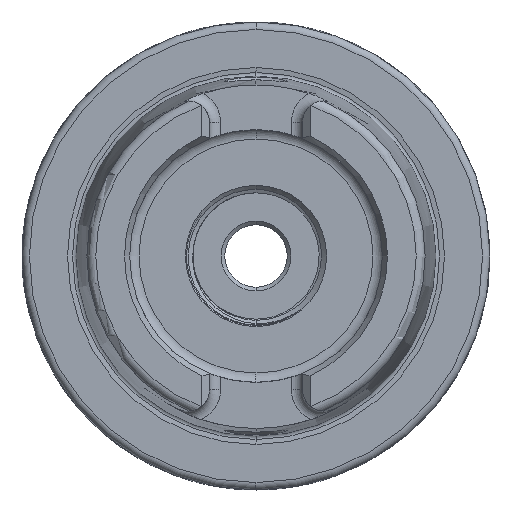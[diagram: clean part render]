
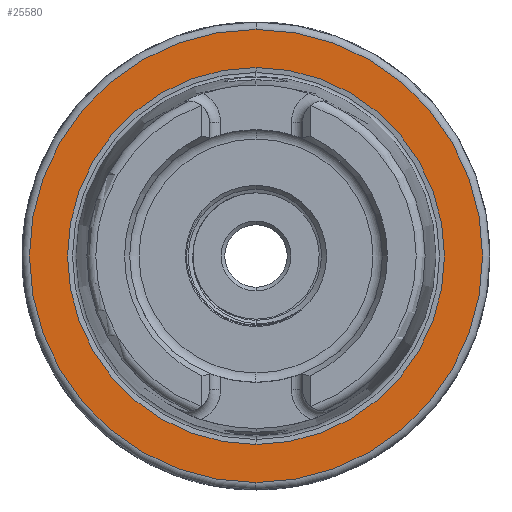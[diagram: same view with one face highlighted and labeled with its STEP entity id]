
A CAD part, left-side view. The second image highlights one B-rep face of the part: STEP entity #25580.
In plain terms, the highlighted planar face has unit normal (-1, 0, 0).
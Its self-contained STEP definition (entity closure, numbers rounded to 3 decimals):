
#11195 = FACE_BOUND ( 'NONE', #13618, .T. ) ;
#11214 = FACE_OUTER_BOUND ( 'NONE', #13597, .T. ) ;
#12642 = CARTESIAN_POINT ( 'NONE',  ( 0., 25.369, 0. ) ) ;
#12647 = DIRECTION ( 'NONE',  ( 0., 0., 1. ) ) ;
#12658 = PLANE ( 'NONE',  #21139 ) ;
#12679 = DIRECTION ( 'NONE',  ( -1., 0., 0. ) ) ;
#13310 = VERTEX_POINT ( 'NONE', #24252 ) ;
#13349 = VERTEX_POINT ( 'NONE', #24277 ) ;
#13597 = EDGE_LOOP ( 'NONE', ( #18393, #18380 ) ) ;
#13618 = EDGE_LOOP ( 'NONE', ( #18384, #18325 ) ) ;
#14147 = CIRCLE ( 'NONE', #21481, 25.369 ) ;
#14154 = CIRCLE ( 'NONE', #21058, 30.5 ) ;
#14177 = CIRCLE ( 'NONE', #21053, 30.5 ) ;
#14196 = CIRCLE ( 'NONE', #21086, 25.369 ) ;
#15307 = VERTEX_POINT ( 'NONE', #20318 ) ;
#15312 = VERTEX_POINT ( 'NONE', #20259 ) ;
#16274 = CARTESIAN_POINT ( 'NONE',  ( 0., 0., 0. ) ) ;
#16278 = DIRECTION ( 'NONE',  ( 0., 0., -1. ) ) ;
#16289 = DIRECTION ( 'NONE',  ( 1., 0., 0. ) ) ;
#16913 = CARTESIAN_POINT ( 'NONE',  ( 0., 0., 0. ) ) ;
#16917 = DIRECTION ( 'NONE',  ( -1., 0., 0. ) ) ;
#16922 = DIRECTION ( 'NONE',  ( 0., 0., 1. ) ) ;
#17278 = CARTESIAN_POINT ( 'NONE',  ( 0., 0., 0. ) ) ;
#17285 = DIRECTION ( 'NONE',  ( -1., 0., 0. ) ) ;
#17286 = DIRECTION ( 'NONE',  ( 0., 0., 1. ) ) ;
#18325 = ORIENTED_EDGE ( 'NONE', *, *, #18865, .T. ) ;
#18380 = ORIENTED_EDGE ( 'NONE', *, *, #18924, .T. ) ;
#18384 = ORIENTED_EDGE ( 'NONE', *, *, #19038, .T. ) ;
#18393 = ORIENTED_EDGE ( 'NONE', *, *, #19010, .T. ) ;
#18865 = EDGE_CURVE ( 'NONE', #15312, #15307, #14147, .T. ) ;
#18924 = EDGE_CURVE ( 'NONE', #13310, #13349, #14154, .T. ) ;
#19010 = EDGE_CURVE ( 'NONE', #13349, #13310, #14177, .T. ) ;
#19038 = EDGE_CURVE ( 'NONE', #15307, #15312, #14196, .T. ) ;
#20259 = CARTESIAN_POINT ( 'NONE',  ( 0., 0., -25.369 ) ) ;
#20318 = CARTESIAN_POINT ( 'NONE',  ( 0., 0., 25.369 ) ) ;
#21053 = AXIS2_PLACEMENT_3D ( 'NONE', #17278, #17285, #17286 ) ;
#21058 = AXIS2_PLACEMENT_3D ( 'NONE', #16913, #16917, #16922 ) ;
#21086 = AXIS2_PLACEMENT_3D ( 'NONE', #16274, #16289, #16278 ) ;
#21139 = AXIS2_PLACEMENT_3D ( 'NONE', #12642, #12679, #12647 ) ;
#21481 = AXIS2_PLACEMENT_3D ( 'NONE', #27176, #27127, #27142 ) ;
#24252 = CARTESIAN_POINT ( 'NONE',  ( 0., 0., -30.5 ) ) ;
#24277 = CARTESIAN_POINT ( 'NONE',  ( 0., 0., 30.5 ) ) ;
#25580 = ADVANCED_FACE ( 'NONE', ( #11214, #11195 ), #12658, .T. ) ;
#27127 = DIRECTION ( 'NONE',  ( 1., 0., 0. ) ) ;
#27142 = DIRECTION ( 'NONE',  ( 0., 0., -1. ) ) ;
#27176 = CARTESIAN_POINT ( 'NONE',  ( 0., 0., 0. ) ) ;
